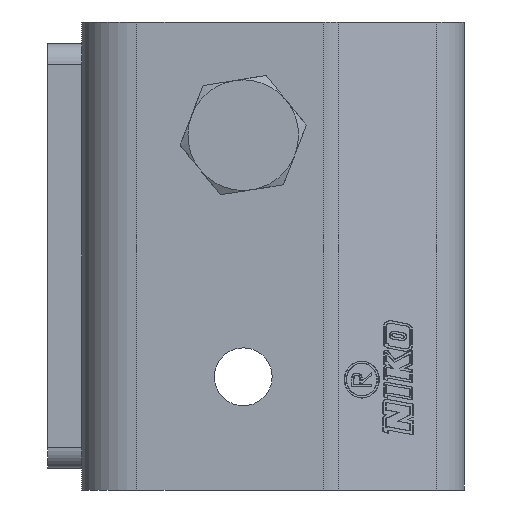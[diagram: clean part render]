
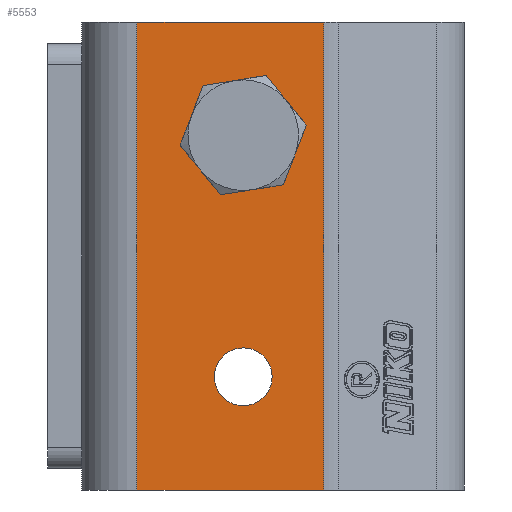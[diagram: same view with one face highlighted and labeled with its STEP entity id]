
A CAD part, left-side view. The second image highlights one B-rep face of the part: STEP entity #5553.
In plain terms, the highlighted planar face has unit normal (-1, 0, 0).
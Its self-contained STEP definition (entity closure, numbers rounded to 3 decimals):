
#338 = DIRECTION ( 'NONE',  ( 0., -1., 0. ) ) ;
#375 = AXIS2_PLACEMENT_3D ( 'NONE', #7696, #8420, #1004 ) ;
#405 = DIRECTION ( 'NONE',  ( 0., -1., 0. ) ) ;
#462 = EDGE_CURVE ( 'NONE', #4995, #6377, #3214, .T. ) ;
#478 = LINE ( 'NONE', #8276, #3759 ) ;
#692 = EDGE_CURVE ( 'NONE', #6421, #3090, #478, .T. ) ;
#835 = CARTESIAN_POINT ( 'NONE',  ( -81.967, 13.456, 21.851 ) ) ;
#994 = ORIENTED_EDGE ( 'NONE', *, *, #1555, .F. ) ;
#1004 = DIRECTION ( 'NONE',  ( 0., -1., 0. ) ) ;
#1055 = ORIENTED_EDGE ( 'NONE', *, *, #5169, .F. ) ;
#1115 = DIRECTION ( 'NONE',  ( 0., 0., 1. ) ) ;
#1350 = DIRECTION ( 'NONE',  ( 0., -1., 0. ) ) ;
#1382 = DIRECTION ( 'NONE',  ( -1., 0., 0. ) ) ;
#1475 = DIRECTION ( 'NONE',  ( 0., -1., 0. ) ) ;
#1555 = EDGE_CURVE ( 'NONE', #5536, #5258, #2157, .T. ) ;
#1667 = CARTESIAN_POINT ( 'NONE',  ( -81.967, 13.456, 76.851 ) ) ;
#1728 = ORIENTED_EDGE ( 'NONE', *, *, #7382, .F. ) ;
#1748 = ORIENTED_EDGE ( 'NONE', *, *, #462, .F. ) ;
#1755 = CARTESIAN_POINT ( 'NONE',  ( -81.967, 35.416, 21.851 ) ) ;
#1994 = ORIENTED_EDGE ( 'NONE', *, *, #7668, .F. ) ;
#2040 = CARTESIAN_POINT ( 'NONE',  ( -81.967, 22.916, 63.551 ) ) ;
#2142 = FACE_BOUND ( 'NONE', #8426, .T. ) ;
#2157 = CIRCLE ( 'NONE', #375, 3.4 ) ;
#2201 = CARTESIAN_POINT ( 'NONE',  ( -81.967, 13.456, 21.851 ) ) ;
#2310 = ORIENTED_EDGE ( 'NONE', *, *, #692, .T. ) ;
#2661 = VERTEX_POINT ( 'NONE', #1667 ) ;
#2946 = CARTESIAN_POINT ( 'NONE',  ( -81.967, 26.316, 63.551 ) ) ;
#2964 = DIRECTION ( 'NONE',  ( -1., 0., 0. ) ) ;
#3090 = VERTEX_POINT ( 'NONE', #2201 ) ;
#3138 = AXIS2_PLACEMENT_3D ( 'NONE', #835, #2964, #338 ) ;
#3214 = CIRCLE ( 'NONE', #8707, 3.4 ) ;
#3363 = CARTESIAN_POINT ( 'NONE',  ( -81.967, 22.916, 35.151 ) ) ;
#3450 = DIRECTION ( 'NONE',  ( -1., 0., 0. ) ) ;
#3462 = CARTESIAN_POINT ( 'NONE',  ( -81.967, 35.416, 76.851 ) ) ;
#3513 = CARTESIAN_POINT ( 'NONE',  ( -81.967, 13.456, 21.851 ) ) ;
#3607 = CARTESIAN_POINT ( 'NONE',  ( -81.967, 19.516, 63.551 ) ) ;
#3692 = EDGE_CURVE ( 'NONE', #3090, #2661, #4293, .T. ) ;
#3722 = CARTESIAN_POINT ( 'NONE',  ( -81.967, 13.456, 76.851 ) ) ;
#3759 = VECTOR ( 'NONE', #7698, 1000. ) ;
#4293 = LINE ( 'NONE', #3513, #8144 ) ;
#4311 = DIRECTION ( 'NONE',  ( 0., 0., 1. ) ) ;
#4528 = VECTOR ( 'NONE', #1115, 1000. ) ;
#4604 = EDGE_CURVE ( 'NONE', #5258, #5536, #6581, .T. ) ;
#4800 = DIRECTION ( 'NONE',  ( 0., -1., 0. ) ) ;
#4853 = CARTESIAN_POINT ( 'NONE',  ( -81.967, 26.316, 35.151 ) ) ;
#4995 = VERTEX_POINT ( 'NONE', #2946 ) ;
#5169 = EDGE_CURVE ( 'NONE', #6102, #2661, #5319, .T. ) ;
#5258 = VERTEX_POINT ( 'NONE', #8575 ) ;
#5319 = LINE ( 'NONE', #3722, #5532 ) ;
#5385 = AXIS2_PLACEMENT_3D ( 'NONE', #3363, #1382, #1350 ) ;
#5532 = VECTOR ( 'NONE', #405, 1000. ) ;
#5536 = VERTEX_POINT ( 'NONE', #4853 ) ;
#5553 = ADVANCED_FACE ( 'NONE', ( #8011, #2142, #6763 ), #6261, .T. ) ;
#5978 = AXIS2_PLACEMENT_3D ( 'NONE', #2040, #6739, #1475 ) ;
#6003 = EDGE_LOOP ( 'NONE', ( #1728, #1748 ) ) ;
#6102 = VERTEX_POINT ( 'NONE', #3462 ) ;
#6261 = PLANE ( 'NONE',  #3138 ) ;
#6377 = VERTEX_POINT ( 'NONE', #3607 ) ;
#6421 = VERTEX_POINT ( 'NONE', #1755 ) ;
#6581 = CIRCLE ( 'NONE', #5385, 3.4 ) ;
#6739 = DIRECTION ( 'NONE',  ( -1., 0., 0. ) ) ;
#6763 = FACE_OUTER_BOUND ( 'NONE', #8694, .T. ) ;
#7253 = CIRCLE ( 'NONE', #5978, 3.4 ) ;
#7382 = EDGE_CURVE ( 'NONE', #6377, #4995, #7253, .T. ) ;
#7457 = CARTESIAN_POINT ( 'NONE',  ( -81.967, 22.916, 63.551 ) ) ;
#7668 = EDGE_CURVE ( 'NONE', #6421, #6102, #7765, .T. ) ;
#7696 = CARTESIAN_POINT ( 'NONE',  ( -81.967, 22.916, 35.151 ) ) ;
#7698 = DIRECTION ( 'NONE',  ( 0., -1., 0. ) ) ;
#7765 = LINE ( 'NONE', #7783, #4528 ) ;
#7783 = CARTESIAN_POINT ( 'NONE',  ( -81.967, 35.416, 21.851 ) ) ;
#7959 = ORIENTED_EDGE ( 'NONE', *, *, #4604, .F. ) ;
#8011 = FACE_BOUND ( 'NONE', #6003, .T. ) ;
#8144 = VECTOR ( 'NONE', #4311, 1000. ) ;
#8276 = CARTESIAN_POINT ( 'NONE',  ( -81.967, 13.456, 21.851 ) ) ;
#8420 = DIRECTION ( 'NONE',  ( -1., 0., 0. ) ) ;
#8426 = EDGE_LOOP ( 'NONE', ( #7959, #994 ) ) ;
#8575 = CARTESIAN_POINT ( 'NONE',  ( -81.967, 19.516, 35.151 ) ) ;
#8653 = ORIENTED_EDGE ( 'NONE', *, *, #3692, .T. ) ;
#8694 = EDGE_LOOP ( 'NONE', ( #1055, #1994, #2310, #8653 ) ) ;
#8707 = AXIS2_PLACEMENT_3D ( 'NONE', #7457, #3450, #4800 ) ;
